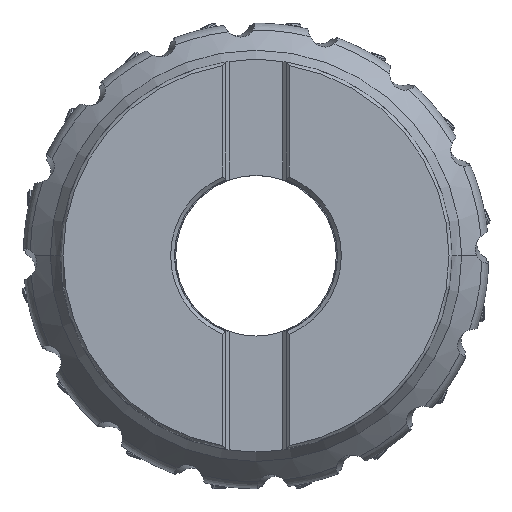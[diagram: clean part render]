
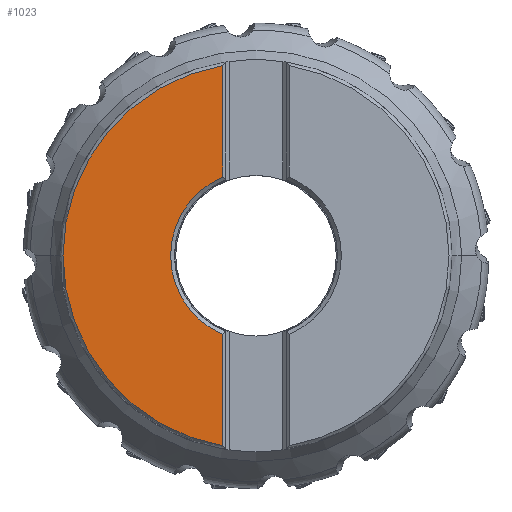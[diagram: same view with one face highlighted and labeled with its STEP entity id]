
A CAD part, top view. The second image highlights one B-rep face of the part: STEP entity #1023.
In plain terms, the highlighted planar face has unit normal (0, 0, 1).
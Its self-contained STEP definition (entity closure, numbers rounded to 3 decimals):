
#606=PLANE('',#23968);
#1023=ADVANCED_FACE('',(#2887),#606,.T.);
#2887=FACE_OUTER_BOUND('',#4149,.T.);
#4149=EDGE_LOOP('',(#8887,#8888,#8889,#8890,#8891));
#6562=LINE('',#33550,#7712);
#6563=LINE('',#33554,#7713);
#7712=VECTOR('',#26846,1.);
#7713=VECTOR('',#26849,1.);
#8887=ORIENTED_EDGE('',*,*,#18596,.F.);
#8888=ORIENTED_EDGE('',*,*,#18597,.F.);
#8889=ORIENTED_EDGE('',*,*,#18598,.F.);
#8890=ORIENTED_EDGE('',*,*,#18595,.F.);
#8891=ORIENTED_EDGE('',*,*,#18594,.F.);
#16171=VERTEX_POINT('',#33520);
#16173=VERTEX_POINT('',#33545);
#16174=VERTEX_POINT('',#33547);
#16175=VERTEX_POINT('',#33551);
#16176=VERTEX_POINT('',#33553);
#18594=EDGE_CURVE('',#16173,#16174,#22228,.T.);
#18595=EDGE_CURVE('',#16174,#16171,#22229,.T.);
#18596=EDGE_CURVE('',#16175,#16173,#6562,.T.);
#18597=EDGE_CURVE('',#16176,#16175,#22230,.T.);
#18598=EDGE_CURVE('',#16171,#16176,#6563,.T.);
#22228=CIRCLE('',#23964,61.029);
#22229=CIRCLE('',#23965,61.029);
#22230=CIRCLE('',#23967,27.);
#23964=AXIS2_PLACEMENT_3D('',#33546,#26840,#26841);
#23965=AXIS2_PLACEMENT_3D('',#33548,#26842,#26843);
#23967=AXIS2_PLACEMENT_3D('',#33552,#26847,#26848);
#23968=AXIS2_PLACEMENT_3D('',#33555,#26850,#26851);
#26840=DIRECTION('',(0.,0.,-1.));
#26841=DIRECTION('',(-0.172,-0.985,0.));
#26842=DIRECTION('',(0.,0.,-1.));
#26843=DIRECTION('',(-1.,0.,0.));
#26846=DIRECTION('',(0.,-1.,0.));
#26847=DIRECTION('',(0.,0.,1.));
#26848=DIRECTION('',(-0.39,0.921,0.));
#26849=DIRECTION('',(0.,-1.,0.));
#26850=DIRECTION('',(0.,0.,1.));
#26851=DIRECTION('',(0.,-1.,0.));
#33520=CARTESIAN_POINT('',(-10.525,60.114,0.));
#33545=CARTESIAN_POINT('',(-10.525,-60.114,0.));
#33546=CARTESIAN_POINT('',(0.,0.,0.));
#33547=CARTESIAN_POINT('',(-61.029,0.022,0.));
#33548=CARTESIAN_POINT('',(0.,0.,0.));
#33550=CARTESIAN_POINT('',(-10.525,-24.864,0.));
#33551=CARTESIAN_POINT('',(-10.525,-24.864,0.));
#33552=CARTESIAN_POINT('',(0.,0.,0.));
#33553=CARTESIAN_POINT('',(-10.525,24.864,0.));
#33554=CARTESIAN_POINT('',(-10.525,60.114,0.));
#33555=CARTESIAN_POINT('',(-35.777,0.,0.));
